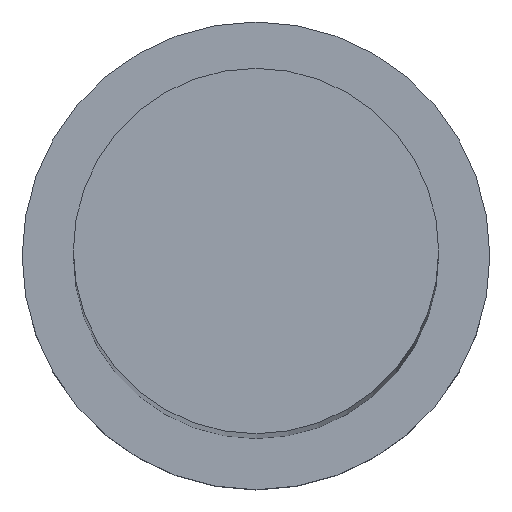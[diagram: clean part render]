
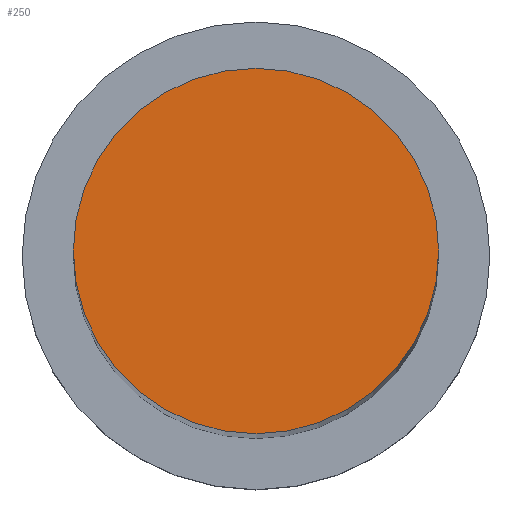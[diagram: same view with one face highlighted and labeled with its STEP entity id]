
A CAD part, top view. The second image highlights one B-rep face of the part: STEP entity #250.
In plain terms, the highlighted planar face has unit normal (0, 0, 1).
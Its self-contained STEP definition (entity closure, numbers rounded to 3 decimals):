
#8 = DIRECTION ( 'NONE',  ( 0., 0., 1. ) ) ;
#19 = DIRECTION ( 'NONE',  ( 1., 0., 0. ) ) ;
#21 = DIRECTION ( 'NONE',  ( 0., 0., 1. ) ) ;
#22 = CARTESIAN_POINT ( 'NONE',  ( 0., 0., 200. ) ) ;
#26 = FACE_OUTER_BOUND ( 'NONE', #182, .T. ) ;
#30 = ORIENTED_EDGE ( 'NONE', *, *, #151, .T. ) ;
#51 = DIRECTION ( 'NONE',  ( 1., 0., 0. ) ) ;
#94 = AXIS2_PLACEMENT_3D ( 'NONE', #220, #21, #19 ) ;
#106 = PLANE ( 'NONE',  #107 ) ;
#107 = AXIS2_PLACEMENT_3D ( 'NONE', #187, #8, #130 ) ;
#130 = DIRECTION ( 'NONE',  ( 1., 0., 0. ) ) ;
#132 = ORIENTED_EDGE ( 'NONE', *, *, #155, .T. ) ;
#151 = EDGE_CURVE ( 'NONE', #226, #243, #200, .T. ) ;
#154 = DIRECTION ( 'NONE',  ( 0., 0., 1. ) ) ;
#155 = EDGE_CURVE ( 'NONE', #243, #226, #239, .T. ) ;
#182 = EDGE_LOOP ( 'NONE', ( #30, #132 ) ) ;
#187 = CARTESIAN_POINT ( 'NONE',  ( 0., 0., 200. ) ) ;
#200 = CIRCLE ( 'NONE', #254, 12.5 ) ;
#207 = CARTESIAN_POINT ( 'NONE',  ( 12.5, 0., 200. ) ) ;
#220 = CARTESIAN_POINT ( 'NONE',  ( 0., 0., 200. ) ) ;
#224 = CARTESIAN_POINT ( 'NONE',  ( -12.5, 0., 200. ) ) ;
#226 = VERTEX_POINT ( 'NONE', #224 ) ;
#239 = CIRCLE ( 'NONE', #94, 12.5 ) ;
#243 = VERTEX_POINT ( 'NONE', #207 ) ;
#250 = ADVANCED_FACE ( 'NONE', ( #26 ), #106, .T. ) ;
#254 = AXIS2_PLACEMENT_3D ( 'NONE', #22, #154, #51 ) ;
